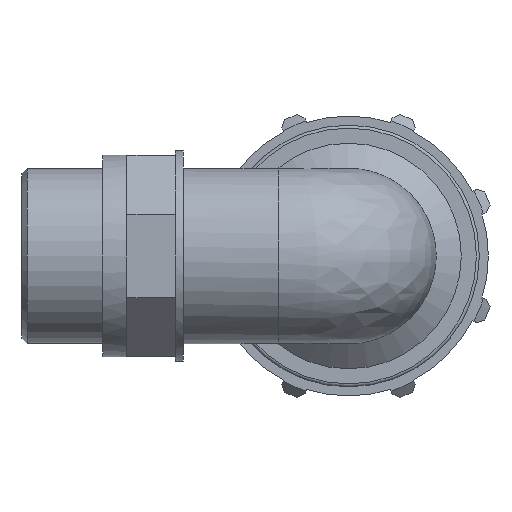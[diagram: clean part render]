
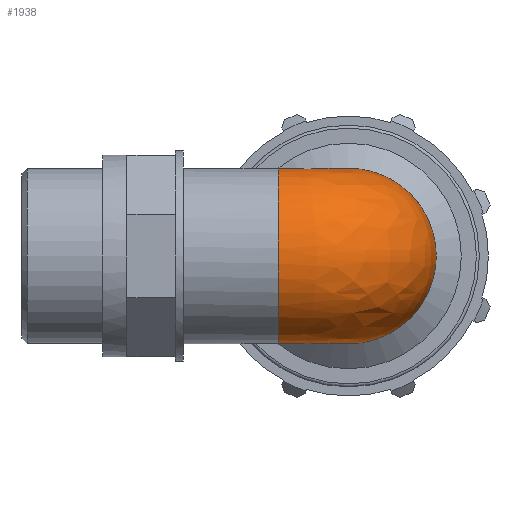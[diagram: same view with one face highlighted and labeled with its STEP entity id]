
A CAD part, left-side view. The second image highlights one B-rep face of the part: STEP entity #1938.
In plain terms, the highlighted free-form (B-spline) face has degree [2, 2] with [9, 3] control points.
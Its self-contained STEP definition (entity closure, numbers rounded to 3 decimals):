
#61=(
BOUNDED_SURFACE()
B_SPLINE_SURFACE(2,2,((#3035,#3036,#3037),(#3038,#3039,#3040),(#3041,#3042,
#3043),(#3044,#3045,#3046),(#3047,#3048,#3049),(#3050,#3051,#3052),(#3053,
#3054,#3055),(#3056,#3057,#3058),(#3059,#3060,#3061)),.UNSPECIFIED.,.F.,
 .F.,.F.)
B_SPLINE_SURFACE_WITH_KNOTS((3,2,2,2,3),(3,3),(-2.498,-1.249,
0.,1.249,2.498),(-3.142,-1.571),
 .UNSPECIFIED.)
GEOMETRIC_REPRESENTATION_ITEM()
RATIONAL_B_SPLINE_SURFACE(((1.,0.707,1.),(0.811,
0.574,0.811),(1.,0.707,1.),(0.811,
0.574,0.811),(1.,0.707,1.),(0.811,
0.574,0.811),(1.,0.707,1.),(0.811,
0.574,0.811),(1.,0.707,1.)))
REPRESENTATION_ITEM('')
SURFACE()
);
#168=FACE_OUTER_BOUND('',#295,.T.);
#295=EDGE_LOOP('',(#1401,#1402));
#731=CIRCLE('',#2088,23.902);
#734=CIRCLE('',#2094,23.902);
#848=VERTEX_POINT('',#2999);
#849=VERTEX_POINT('',#3001);
#1067=EDGE_CURVE('',#848,#849,#731,.T.);
#1072=EDGE_CURVE('',#848,#849,#734,.T.);
#1401=ORIENTED_EDGE('',*,*,#1072,.T.);
#1402=ORIENTED_EDGE('',*,*,#1067,.F.);
#1938=ADVANCED_FACE('',(#168),#61,.F.);
#2088=AXIS2_PLACEMENT_3D('',#3002,#2420,#2421);
#2094=AXIS2_PLACEMENT_3D('',#3032,#2432,#2433);
#2420=DIRECTION('center_axis',(1.,0.,0.));
#2421=DIRECTION('ref_axis',(0.,-1.,0.));
#2432=DIRECTION('center_axis',(0.,-1.,0.));
#2433=DIRECTION('ref_axis',(-1.,0.,0.));
#2999=CARTESIAN_POINT('',(19.121,19.121,14.341));
#3001=CARTESIAN_POINT('',(19.121,19.121,-14.341));
#3002=CARTESIAN_POINT('Origin',(19.121,0.,0.));
#3032=CARTESIAN_POINT('Origin',(0.,19.121,0.));
#3035=CARTESIAN_POINT('Ctrl Pts',(19.121,19.121,-14.341));
#3036=CARTESIAN_POINT('Ctrl Pts',(19.121,19.121,-14.341));
#3037=CARTESIAN_POINT('Ctrl Pts',(19.121,19.121,-14.341));
#3038=CARTESIAN_POINT('Ctrl Pts',(8.785,19.121,-28.123));
#3039=CARTESIAN_POINT('Ctrl Pts',(8.785,8.785,-28.123));
#3040=CARTESIAN_POINT('Ctrl Pts',(19.121,8.785,-28.123));
#3041=CARTESIAN_POINT('Ctrl Pts',(-7.558,19.121,-22.675));
#3042=CARTESIAN_POINT('Ctrl Pts',(-7.558,-7.558,-22.675));
#3043=CARTESIAN_POINT('Ctrl Pts',(19.121,-7.558,-22.675));
#3044=CARTESIAN_POINT('Ctrl Pts',(-23.902,19.121,-17.227));
#3045=CARTESIAN_POINT('Ctrl Pts',(-23.902,-23.902,-17.227));
#3046=CARTESIAN_POINT('Ctrl Pts',(19.121,-23.902,-17.227));
#3047=CARTESIAN_POINT('Ctrl Pts',(-23.902,19.121,0.));
#3048=CARTESIAN_POINT('Ctrl Pts',(-23.902,-23.902,0.));
#3049=CARTESIAN_POINT('Ctrl Pts',(19.121,-23.902,0.));
#3050=CARTESIAN_POINT('Ctrl Pts',(-23.902,19.121,17.227));
#3051=CARTESIAN_POINT('Ctrl Pts',(-23.902,-23.902,17.227));
#3052=CARTESIAN_POINT('Ctrl Pts',(19.121,-23.902,17.227));
#3053=CARTESIAN_POINT('Ctrl Pts',(-7.558,19.121,22.675));
#3054=CARTESIAN_POINT('Ctrl Pts',(-7.558,-7.558,22.675));
#3055=CARTESIAN_POINT('Ctrl Pts',(19.121,-7.558,22.675));
#3056=CARTESIAN_POINT('Ctrl Pts',(8.785,19.121,28.123));
#3057=CARTESIAN_POINT('Ctrl Pts',(8.785,8.785,28.123));
#3058=CARTESIAN_POINT('Ctrl Pts',(19.121,8.785,28.123));
#3059=CARTESIAN_POINT('Ctrl Pts',(19.121,19.121,14.341));
#3060=CARTESIAN_POINT('Ctrl Pts',(19.121,19.121,14.341));
#3061=CARTESIAN_POINT('Ctrl Pts',(19.121,19.121,14.341));
